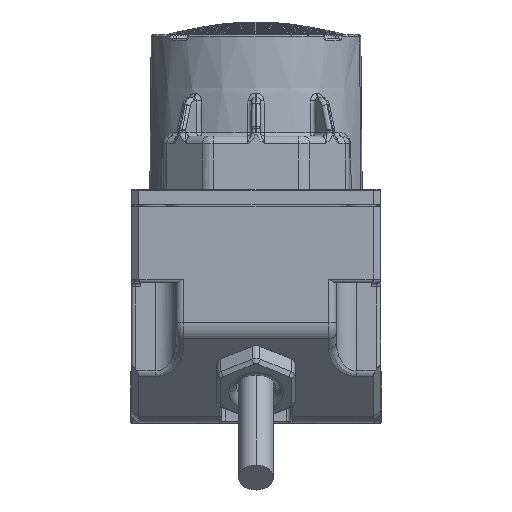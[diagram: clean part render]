
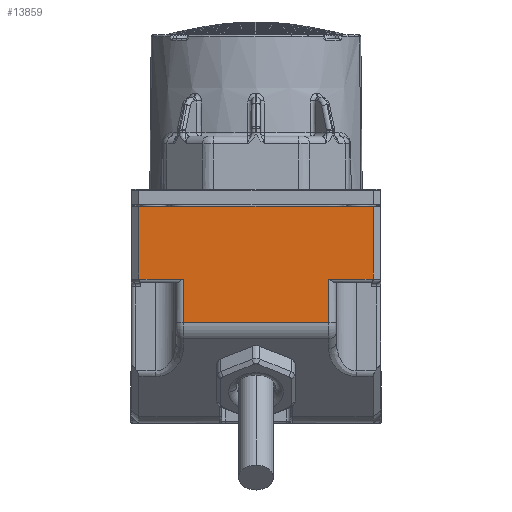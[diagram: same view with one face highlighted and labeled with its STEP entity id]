
A CAD part, left-side view. The second image highlights one B-rep face of the part: STEP entity #13859.
In plain terms, the highlighted planar face has unit normal (-1, 0, -0.018).
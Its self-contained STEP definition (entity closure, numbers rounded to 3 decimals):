
#6 = VERTEX_POINT ( 'NONE', #21358 ) ;
#43 = CARTESIAN_POINT ( 'NONE',  ( -22.338, 9.3, 3.491 ) ) ;
#525 = CARTESIAN_POINT ( 'NONE',  ( -22.5, 9.3, 12.8 ) ) ;
#1369 = ORIENTED_EDGE ( 'NONE', *, *, #9048, .T. ) ;
#1810 = LINE ( 'NONE', #23198, #21689 ) ;
#1845 = VERTEX_POINT ( 'NONE', #14843 ) ;
#3018 = CARTESIAN_POINT ( 'NONE',  ( -22.5, -15., 12.8 ) ) ;
#3542 = PLANE ( 'NONE',  #12904 ) ;
#3707 = LINE ( 'NONE', #525, #22875 ) ;
#4013 = CARTESIAN_POINT ( 'NONE',  ( -22.338, 15., 3.494 ) ) ;
#4142 = DIRECTION ( 'NONE',  ( 0., -1., 0. ) ) ;
#4660 = CARTESIAN_POINT ( 'NONE',  ( -22.338, -15., 3.491 ) ) ;
#4763 = EDGE_CURVE ( 'NONE', #14643, #17876, #27169, .T. ) ;
#5276 = CARTESIAN_POINT ( 'NONE',  ( -22.338, -15., 3.491 ) ) ;
#5810 = VECTOR ( 'NONE', #30705, 1000. ) ;
#7127 = LINE ( 'NONE', #25905, #30184 ) ;
#7182 = VECTOR ( 'NONE', #27821, 1000. ) ;
#7286 = DIRECTION ( 'NONE',  ( 0.017, 0., -1. ) ) ;
#8564 = VERTEX_POINT ( 'NONE', #16312 ) ;
#8842 = ORIENTED_EDGE ( 'NONE', *, *, #22237, .T. ) ;
#8976 = ORIENTED_EDGE ( 'NONE', *, *, #34305, .T. ) ;
#9003 = EDGE_CURVE ( 'NONE', #6, #17876, #25103, .T. ) ;
#9023 = ORIENTED_EDGE ( 'NONE', *, *, #22605, .T. ) ;
#9048 = EDGE_CURVE ( 'NONE', #26573, #8564, #3707, .T. ) ;
#9289 = VECTOR ( 'NONE', #19271, 1000. ) ;
#10013 = ORIENTED_EDGE ( 'NONE', *, *, #9003, .T. ) ;
#10460 = CARTESIAN_POINT ( 'NONE',  ( -22.5, 15., 12.8 ) ) ;
#10968 = ORIENTED_EDGE ( 'NONE', *, *, #24518, .T. ) ;
#11522 = LINE ( 'NONE', #22323, #7182 ) ;
#11893 = VECTOR ( 'NONE', #7286, 1000. ) ;
#12336 = VERTEX_POINT ( 'NONE', #4013 ) ;
#12770 = EDGE_CURVE ( 'NONE', #12336, #1845, #12948, .T. ) ;
#12904 = AXIS2_PLACEMENT_3D ( 'NONE', #14487, #19808, #17684 ) ;
#12948 = LINE ( 'NONE', #24269, #11893 ) ;
#13156 = ORIENTED_EDGE ( 'NONE', *, *, #32273, .T. ) ;
#13779 = DIRECTION ( 'NONE',  ( 0.017, 0., -1. ) ) ;
#13859 = ADVANCED_FACE ( 'NONE', ( #33608 ), #3542, .T. ) ;
#14256 = CARTESIAN_POINT ( 'NONE',  ( -22.5, -15., 12.8 ) ) ;
#14487 = CARTESIAN_POINT ( 'NONE',  ( -22.5, 0., 12.8 ) ) ;
#14643 = VERTEX_POINT ( 'NONE', #10460 ) ;
#14843 = CARTESIAN_POINT ( 'NONE',  ( -22.338, 15., 3.491 ) ) ;
#15633 = ORIENTED_EDGE ( 'NONE', *, *, #30632, .T. ) ;
#16312 = CARTESIAN_POINT ( 'NONE',  ( -22.24, 9.3, -2.069 ) ) ;
#16460 = DIRECTION ( 'NONE',  ( 0., -1., 0. ) ) ;
#17394 = VECTOR ( 'NONE', #4142, 1000. ) ;
#17650 = VECTOR ( 'NONE', #27726, 1000. ) ;
#17684 = DIRECTION ( 'NONE',  ( -0.017, 0., 1. ) ) ;
#17876 = VERTEX_POINT ( 'NONE', #30938 ) ;
#18624 = ORIENTED_EDGE ( 'NONE', *, *, #4763, .F. ) ;
#19271 = DIRECTION ( 'NONE',  ( -0.017, 0., 1. ) ) ;
#19365 = VECTOR ( 'NONE', #16460, 1000. ) ;
#19543 = CARTESIAN_POINT ( 'NONE',  ( -22.5, 0., 12.8 ) ) ;
#19808 = DIRECTION ( 'NONE',  ( -1., 0., -0.017 ) ) ;
#20311 = VERTEX_POINT ( 'NONE', #24094 ) ;
#20372 = EDGE_LOOP ( 'NONE', ( #8842, #8976, #15633, #10013, #18624, #9023, #34024, #10968, #1369, #13156 ) ) ;
#21358 = CARTESIAN_POINT ( 'NONE',  ( -22.338, -15., 3.494 ) ) ;
#21689 = VECTOR ( 'NONE', #33992, 1000. ) ;
#22237 = EDGE_CURVE ( 'NONE', #20311, #31564, #7127, .T. ) ;
#22323 = CARTESIAN_POINT ( 'NONE',  ( -22.24, -10.3, -2.069 ) ) ;
#22605 = EDGE_CURVE ( 'NONE', #14643, #12336, #1810, .T. ) ;
#22875 = VECTOR ( 'NONE', #13779, 1000. ) ;
#23198 = CARTESIAN_POINT ( 'NONE',  ( -22.5, 15., 12.8 ) ) ;
#23399 = LINE ( 'NONE', #4660, #17394 ) ;
#24094 = CARTESIAN_POINT ( 'NONE',  ( -22.24, -9.3, -2.069 ) ) ;
#24199 = CARTESIAN_POINT ( 'NONE',  ( -22.338, -9.3, 3.491 ) ) ;
#24269 = CARTESIAN_POINT ( 'NONE',  ( -22.5, 15., 12.8 ) ) ;
#24518 = EDGE_CURVE ( 'NONE', #1845, #26573, #32057, .T. ) ;
#25103 = LINE ( 'NONE', #3018, #9289 ) ;
#25497 = CARTESIAN_POINT ( 'NONE',  ( -22.338, 9.3, 3.491 ) ) ;
#25905 = CARTESIAN_POINT ( 'NONE',  ( -22.5, -9.3, 12.8 ) ) ;
#26081 = DIRECTION ( 'NONE',  ( -0.017, 0., 1. ) ) ;
#26573 = VERTEX_POINT ( 'NONE', #25497 ) ;
#27169 = LINE ( 'NONE', #19543, #5810 ) ;
#27726 = DIRECTION ( 'NONE',  ( -0.017, 0., 1. ) ) ;
#27821 = DIRECTION ( 'NONE',  ( 0., -1., 0. ) ) ;
#30184 = VECTOR ( 'NONE', #26081, 1000. ) ;
#30632 = EDGE_CURVE ( 'NONE', #31493, #6, #32846, .T. ) ;
#30705 = DIRECTION ( 'NONE',  ( 0., -1., 0. ) ) ;
#30938 = CARTESIAN_POINT ( 'NONE',  ( -22.5, -15., 12.8 ) ) ;
#31493 = VERTEX_POINT ( 'NONE', #5276 ) ;
#31564 = VERTEX_POINT ( 'NONE', #24199 ) ;
#32057 = LINE ( 'NONE', #43, #19365 ) ;
#32273 = EDGE_CURVE ( 'NONE', #8564, #20311, #11522, .T. ) ;
#32846 = LINE ( 'NONE', #14256, #17650 ) ;
#33608 = FACE_OUTER_BOUND ( 'NONE', #20372, .T. ) ;
#33992 = DIRECTION ( 'NONE',  ( 0.017, 0., -1. ) ) ;
#34024 = ORIENTED_EDGE ( 'NONE', *, *, #12770, .T. ) ;
#34305 = EDGE_CURVE ( 'NONE', #31564, #31493, #23399, .T. ) ;
